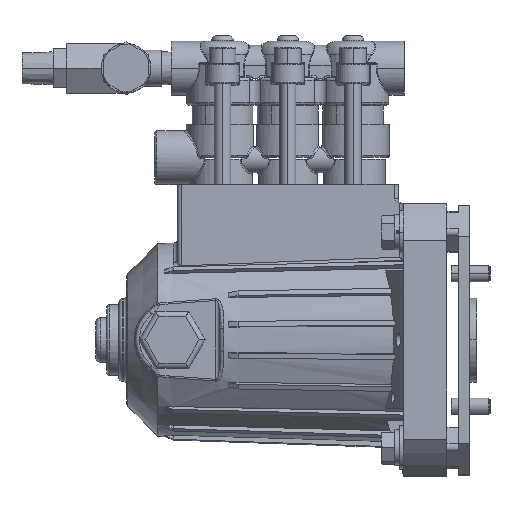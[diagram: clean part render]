
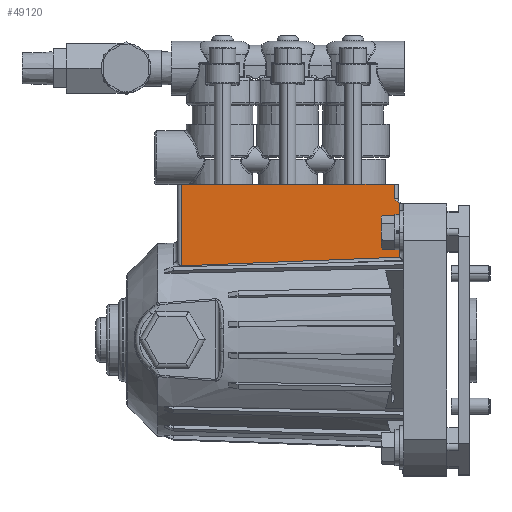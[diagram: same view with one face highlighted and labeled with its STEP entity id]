
A CAD part, top view. The second image highlights one B-rep face of the part: STEP entity #49120.
In plain terms, the highlighted planar face has unit normal (0, 0, 1).
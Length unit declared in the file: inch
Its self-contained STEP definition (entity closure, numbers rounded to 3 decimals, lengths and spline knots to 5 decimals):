
#176 = EDGE_LOOP ( 'NONE', ( #6960, #32562, #51690, #49547, #45196, #47152 ) ) ;
#792 = VECTOR ( 'NONE', #17478, 39.37008 ) ;
#853 = CARTESIAN_POINT ( 'NONE',  ( 2.13, -3.62921, 1.25 ) ) ;
#1718 = CARTESIAN_POINT ( 'NONE',  ( 2.0824, -3.93937, 1.25 ) ) ;
#5351 = EDGE_CURVE ( 'NONE', #26000, #30545, #41227, .T. ) ;
#5816 = CARTESIAN_POINT ( 'NONE',  ( 2.11833, -3.97101, 1.25 ) ) ;
#6498 = CARTESIAN_POINT ( 'NONE',  ( 2.24, -4.00421, 1.25 ) ) ;
#6960 = ORIENTED_EDGE ( 'NONE', *, *, #49769, .T. ) ;
#7295 = CARTESIAN_POINT ( 'NONE',  ( -2.05, -3.62921, 1.25 ) ) ;
#9909 = CARTESIAN_POINT ( 'NONE',  ( 2.16, -3.99402, 1.25 ) ) ;
#11576 = CARTESIAN_POINT ( 'NONE',  ( -2.05, -5.19946, 1.25 ) ) ;
#11618 = DIRECTION ( 'NONE',  ( 0., 1., 0. ) ) ;
#13236 = VECTOR ( 'NONE', #30825, 39.37008 ) ;
#13489 = AXIS2_PLACEMENT_3D ( 'NONE', #6498, #23032, #39337 ) ;
#14470 = CARTESIAN_POINT ( 'NONE',  ( 2.05, -4.00421, 1.25 ) ) ;
#14973 = VERTEX_POINT ( 'NONE', #11576 ) ;
#15906 = CARTESIAN_POINT ( 'NONE',  ( -0.64672, -5.14258, 1.25 ) ) ;
#17478 = DIRECTION ( 'NONE',  ( -1., 0., 0. ) ) ;
#17848 = LINE ( 'NONE', #34157, #40341 ) ;
#18083 = EDGE_CURVE ( 'NONE', #14973, #18505, #24134, .T. ) ;
#18347 = CARTESIAN_POINT ( 'NONE',  ( 2.06595, -3.92204, 1.25 ) ) ;
#18505 = VERTEX_POINT ( 'NONE', #31908 ) ;
#22354 = CARTESIAN_POINT ( 'NONE',  ( 2.10884, -3.9636, 1.25 ) ) ;
#23032 = DIRECTION ( 'NONE',  ( 0., 0., -1. ) ) ;
#24134 = B_SPLINE_CURVE_WITH_KNOTS ( 'NONE', 3,
 ( #52543, #15906, #32241, #48542 ),
 .UNSPECIFIED., .F., .F.,
 ( 4, 4 ),
 ( 0., 0.10702 ),
 .UNSPECIFIED. ) ;
#24724 = CARTESIAN_POINT ( 'NONE',  ( 2.16, -3.99402, 1.25 ) ) ;
#26000 = VERTEX_POINT ( 'NONE', #24724 ) ;
#26162 = EDGE_CURVE ( 'NONE', #30545, #26779, #51124, .T. ) ;
#26369 = CARTESIAN_POINT ( 'NONE',  ( 2.14879, -3.98958, 1.25 ) ) ;
#26779 = VERTEX_POINT ( 'NONE', #48932 ) ;
#26865 = CARTESIAN_POINT ( 'NONE',  ( 2.05, -3.90421, 1.25 ) ) ;
#27037 = FACE_OUTER_BOUND ( 'NONE', #176, .T. ) ;
#27554 = VERTEX_POINT ( 'NONE', #7295 ) ;
#30545 = VERTEX_POINT ( 'NONE', #26865 ) ;
#30825 = DIRECTION ( 'NONE',  ( 0., 1., 0. ) ) ;
#31908 = CARTESIAN_POINT ( 'NONE',  ( 2.16, -5.03304, 1.25 ) ) ;
#32041 = LINE ( 'NONE', #48346, #42626 ) ;
#32241 = CARTESIAN_POINT ( 'NONE',  ( 0.75662, -5.08725, 1.25 ) ) ;
#32562 = ORIENTED_EDGE ( 'NONE', *, *, #5351, .T. ) ;
#34157 = CARTESIAN_POINT ( 'NONE',  ( -2.05, -4.00421, 1.25 ) ) ;
#34656 = CARTESIAN_POINT ( 'NONE',  ( 2.05793, -3.91308, 1.25 ) ) ;
#35392 = EDGE_CURVE ( 'NONE', #27554, #14973, #17848, .T. ) ;
#37800 = LINE ( 'NONE', #853, #792 ) ;
#38670 = CARTESIAN_POINT ( 'NONE',  ( 2.09088, -3.94778, 1.25 ) ) ;
#39337 = DIRECTION ( 'NONE',  ( 0., -1., 0. ) ) ;
#40341 = VECTOR ( 'NONE', #50452, 39.37008 ) ;
#41227 = B_SPLINE_CURVE_WITH_KNOTS ( 'NONE', 3,
 ( #9909, #26369, #42652, #5816, #22354, #38670, #1718, #18347, #34656, #50949 ),
 .UNSPECIFIED., .F., .F.,
 ( 4, 2, 2, 2, 4 ),
 ( 0., 0.00091, 0.00181, 0.00272, 0.00362 ),
 .UNSPECIFIED. ) ;
#42626 = VECTOR ( 'NONE', #11618, 39.37008 ) ;
#42652 = CARTESIAN_POINT ( 'NONE',  ( 2.13829, -3.98397, 1.25 ) ) ;
#43315 = PLANE ( 'NONE',  #13489 ) ;
#44422 = EDGE_CURVE ( 'NONE', #26779, #27554, #37800, .T. ) ;
#45196 = ORIENTED_EDGE ( 'NONE', *, *, #35392, .T. ) ;
#47152 = ORIENTED_EDGE ( 'NONE', *, *, #18083, .T. ) ;
#48346 = CARTESIAN_POINT ( 'NONE',  ( 2.16, -4.00421, 1.25 ) ) ;
#48542 = CARTESIAN_POINT ( 'NONE',  ( 2.16, -5.03304, 1.25 ) ) ;
#48932 = CARTESIAN_POINT ( 'NONE',  ( 2.05, -3.62921, 1.25 ) ) ;
#49120 = ADVANCED_FACE ( 'NONE', ( #27037 ), #43315, .F. ) ;
#49547 = ORIENTED_EDGE ( 'NONE', *, *, #44422, .T. ) ;
#49769 = EDGE_CURVE ( 'NONE', #18505, #26000, #32041, .T. ) ;
#50452 = DIRECTION ( 'NONE',  ( 0., -1., 0. ) ) ;
#50949 = CARTESIAN_POINT ( 'NONE',  ( 2.05, -3.90421, 1.25 ) ) ;
#51124 = LINE ( 'NONE', #14470, #13236 ) ;
#51690 = ORIENTED_EDGE ( 'NONE', *, *, #26162, .T. ) ;
#52543 = CARTESIAN_POINT ( 'NONE',  ( -2.05, -5.19946, 1.25 ) ) ;
